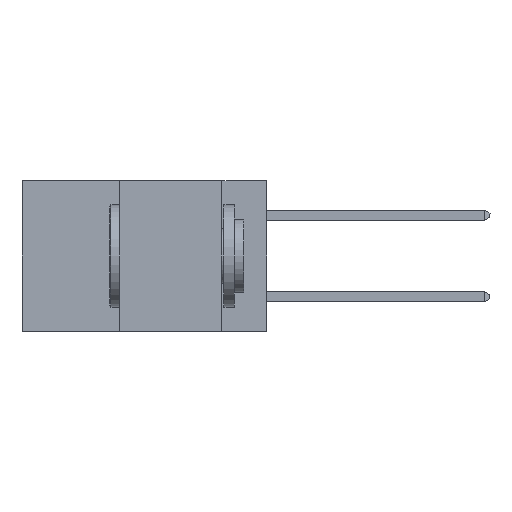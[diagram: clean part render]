
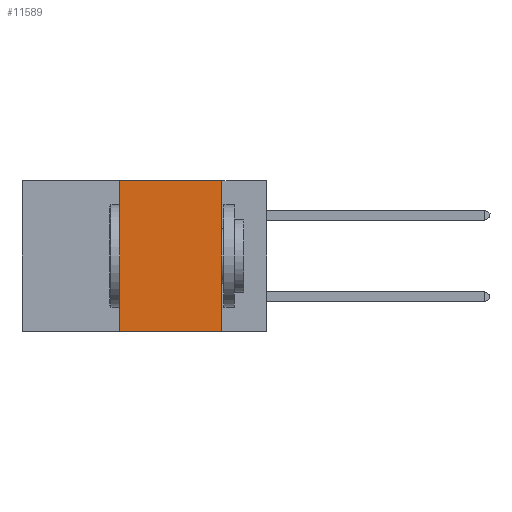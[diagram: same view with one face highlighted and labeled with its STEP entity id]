
A CAD part, left-side view. The second image highlights one B-rep face of the part: STEP entity #11589.
In plain terms, the highlighted planar face has unit normal (-1, 0, 0).
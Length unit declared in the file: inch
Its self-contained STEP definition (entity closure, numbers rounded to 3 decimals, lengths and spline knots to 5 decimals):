
#811 = LINE ( 'NONE', #5018, #4045 ) ;
#923 = ORIENTED_EDGE ( 'NONE', *, *, #8343, .F. ) ;
#2190 = DIRECTION ( 'NONE',  ( 0., -1., 0. ) ) ;
#2448 = ORIENTED_EDGE ( 'NONE', *, *, #12040, .T. ) ;
#2569 = EDGE_CURVE ( 'NONE', #7740, #8835, #811, .T. ) ;
#2611 = LINE ( 'NONE', #4925, #15909 ) ;
#2653 = ORIENTED_EDGE ( 'NONE', *, *, #4410, .F. ) ;
#2714 = VECTOR ( 'NONE', #14263, 39.37008 ) ;
#3458 = LINE ( 'NONE', #10198, #16686 ) ;
#4045 = VECTOR ( 'NONE', #4870, 39.37008 ) ;
#4410 = EDGE_CURVE ( 'NONE', #7362, #7740, #6348, .T. ) ;
#4810 = CARTESIAN_POINT ( 'NONE',  ( 0., 0.11, 0. ) ) ;
#4870 = DIRECTION ( 'NONE',  ( 0., -1., 0. ) ) ;
#4925 = CARTESIAN_POINT ( 'NONE',  ( 0., 0.6, -0.37 ) ) ;
#5018 = CARTESIAN_POINT ( 'NONE',  ( 0., 0.6, 0. ) ) ;
#5084 = CARTESIAN_POINT ( 'NONE',  ( 0., 0.36, 0. ) ) ;
#6251 = FACE_OUTER_BOUND ( 'NONE', #15219, .T. ) ;
#6348 = LINE ( 'NONE', #14286, #2714 ) ;
#7362 = VERTEX_POINT ( 'NONE', #9561 ) ;
#7740 = VERTEX_POINT ( 'NONE', #5084 ) ;
#7957 = DIRECTION ( 'NONE',  ( 1., 0., 0. ) ) ;
#8343 = EDGE_CURVE ( 'NONE', #8835, #8636, #3458, .T. ) ;
#8636 = VERTEX_POINT ( 'NONE', #9692 ) ;
#8835 = VERTEX_POINT ( 'NONE', #4810 ) ;
#9561 = CARTESIAN_POINT ( 'NONE',  ( 0., 0.36, -0.37 ) ) ;
#9692 = CARTESIAN_POINT ( 'NONE',  ( 0., 0.11, -0.37 ) ) ;
#10198 = CARTESIAN_POINT ( 'NONE',  ( 0., 0.11, 0. ) ) ;
#11456 = DIRECTION ( 'NONE',  ( 0., 0., -1. ) ) ;
#11589 = ADVANCED_FACE ( 'NONE', ( #6251 ), #16674, .F. ) ;
#12031 = AXIS2_PLACEMENT_3D ( 'NONE', #15481, #7957, #16728 ) ;
#12040 = EDGE_CURVE ( 'NONE', #7362, #8636, #2611, .T. ) ;
#14263 = DIRECTION ( 'NONE',  ( 0., 0., 1. ) ) ;
#14286 = CARTESIAN_POINT ( 'NONE',  ( 0., 0.36, 0. ) ) ;
#14560 = ORIENTED_EDGE ( 'NONE', *, *, #2569, .F. ) ;
#15219 = EDGE_LOOP ( 'NONE', ( #923, #14560, #2653, #2448 ) ) ;
#15481 = CARTESIAN_POINT ( 'NONE',  ( 0., 0.6, 0. ) ) ;
#15909 = VECTOR ( 'NONE', #2190, 39.37008 ) ;
#16674 = PLANE ( 'NONE',  #12031 ) ;
#16686 = VECTOR ( 'NONE', #11456, 39.37008 ) ;
#16728 = DIRECTION ( 'NONE',  ( 0., 0., -1. ) ) ;
